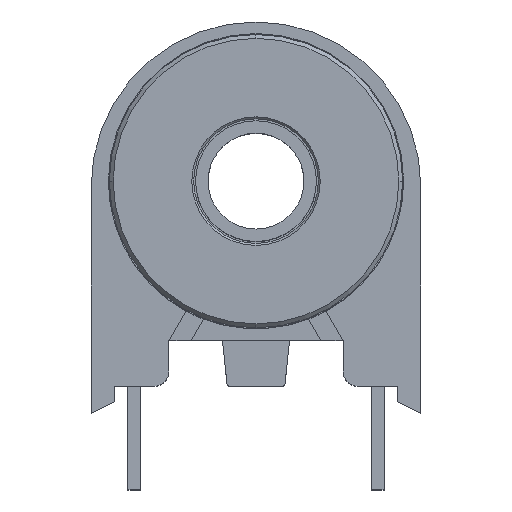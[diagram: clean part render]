
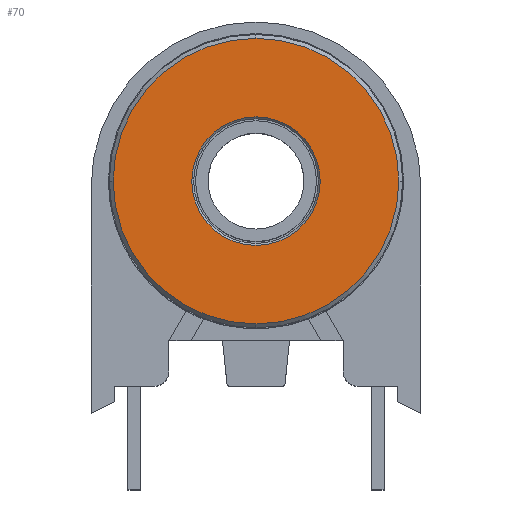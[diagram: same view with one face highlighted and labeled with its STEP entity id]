
A CAD part, top view. The second image highlights one B-rep face of the part: STEP entity #70.
In plain terms, the highlighted planar face has unit normal (0, 0, 1).
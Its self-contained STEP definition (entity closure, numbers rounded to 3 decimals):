
#70=ADVANCED_FACE('',(#163,#164),#165,.T.);
#163=FACE_OUTER_BOUND('',#350,.T.);
#164=FACE_BOUND('',#351,.T.);
#165=PLANE('',#352);
#350=EDGE_LOOP('',(#562,#563,#564,#565));
#351=EDGE_LOOP('',(#566,#567,#568,#569));
#352=AXIS2_PLACEMENT_3D('',#570,#571,#572);
#562=ORIENTED_EDGE('',*,*,#1237,.T.);
#563=ORIENTED_EDGE('',*,*,#1227,.T.);
#564=ORIENTED_EDGE('',*,*,#1229,.T.);
#565=ORIENTED_EDGE('',*,*,#1238,.T.);
#566=ORIENTED_EDGE('',*,*,#1234,.T.);
#567=ORIENTED_EDGE('',*,*,#1233,.T.);
#568=ORIENTED_EDGE('',*,*,#1221,.T.);
#569=ORIENTED_EDGE('',*,*,#1239,.T.);
#570=CARTESIAN_POINT('',(0.0,0.0,4.6));
#571=DIRECTION('',(0.0,0.0,1.0));
#572=DIRECTION('',(1.0,-0.0,0.0));
#1221=EDGE_CURVE('',#1439,#1436,#1440,.T.);
#1227=EDGE_CURVE('',#1445,#1449,#1451,.T.);
#1229=EDGE_CURVE('',#1449,#1452,#1455,.T.);
#1233=EDGE_CURVE('',#1458,#1439,#1461,.T.);
#1234=EDGE_CURVE('',#1462,#1458,#1463,.T.);
#1237=EDGE_CURVE('',#1467,#1445,#1468,.T.);
#1238=EDGE_CURVE('',#1452,#1467,#1469,.T.);
#1239=EDGE_CURVE('',#1436,#1462,#1470,.T.);
#1436=VERTEX_POINT('',#1794);
#1439=VERTEX_POINT('',#1798);
#1440=CIRCLE('',#1799,3.35);
#1445=VERTEX_POINT('',#1805);
#1449=VERTEX_POINT('',#1810);
#1451=CIRCLE('',#1813,7.45);
#1452=VERTEX_POINT('',#1814);
#1455=CIRCLE('',#1818,7.45);
#1458=VERTEX_POINT('',#1821);
#1461=CIRCLE('',#1825,3.35);
#1462=VERTEX_POINT('',#1826);
#1463=CIRCLE('',#1827,3.35);
#1467=VERTEX_POINT('',#1832);
#1468=CIRCLE('',#1833,7.45);
#1469=CIRCLE('',#1834,7.45);
#1470=CIRCLE('',#1835,3.35);
#1794=CARTESIAN_POINT('',(0.,-3.05,4.6));
#1798=CARTESIAN_POINT('',(3.35,0.3,4.6));
#1799=AXIS2_PLACEMENT_3D('',#2291,#2292,#2293);
#1805=CARTESIAN_POINT('',(0.,7.75,4.6));
#1810=CARTESIAN_POINT('',(-7.45,0.3,4.6));
#1813=AXIS2_PLACEMENT_3D('',#2303,#2304,#2305);
#1814=CARTESIAN_POINT('',(0.,-7.15,4.6));
#1818=AXIS2_PLACEMENT_3D('',#2307,#2308,#2309);
#1821=CARTESIAN_POINT('',(0.,3.65,4.6));
#1825=AXIS2_PLACEMENT_3D('',#2317,#2318,#2319);
#1826=CARTESIAN_POINT('',(-3.35,0.3,4.6));
#1827=AXIS2_PLACEMENT_3D('',#2320,#2321,#2322);
#1832=CARTESIAN_POINT('',(7.45,0.3,4.6));
#1833=AXIS2_PLACEMENT_3D('',#2327,#2328,#2329);
#1834=AXIS2_PLACEMENT_3D('',#2330,#2331,#2332);
#1835=AXIS2_PLACEMENT_3D('',#2333,#2334,#2335);
#2291=CARTESIAN_POINT('',(0.0,0.3,4.6));
#2292=DIRECTION('',(0.0,0.0,-1.0));
#2293=DIRECTION('',(1.0,0.0,0.0));
#2303=CARTESIAN_POINT('',(0.,0.3,4.6));
#2304=DIRECTION('',(0.0,0.0,1.0));
#2305=DIRECTION('',(1.0,0.0,0.0));
#2307=CARTESIAN_POINT('',(0.,0.3,4.6));
#2308=DIRECTION('',(0.0,0.0,1.0));
#2309=DIRECTION('',(-1.0,0.0,0.0));
#2317=CARTESIAN_POINT('',(0.0,0.3,4.6));
#2318=DIRECTION('',(0.0,0.0,-1.0));
#2319=DIRECTION('',(-1.0,0.0,0.0));
#2320=CARTESIAN_POINT('',(0.0,0.3,4.6));
#2321=DIRECTION('',(0.0,0.0,-1.0));
#2322=DIRECTION('',(-1.0,0.0,0.0));
#2327=CARTESIAN_POINT('',(0.,0.3,4.6));
#2328=DIRECTION('',(0.0,0.0,1.0));
#2329=DIRECTION('',(1.0,0.0,0.0));
#2330=CARTESIAN_POINT('',(0.,0.3,4.6));
#2331=DIRECTION('',(0.0,0.0,1.0));
#2332=DIRECTION('',(-1.0,0.0,0.0));
#2333=CARTESIAN_POINT('',(0.0,0.3,4.6));
#2334=DIRECTION('',(0.0,0.0,-1.0));
#2335=DIRECTION('',(1.0,0.0,0.0));
